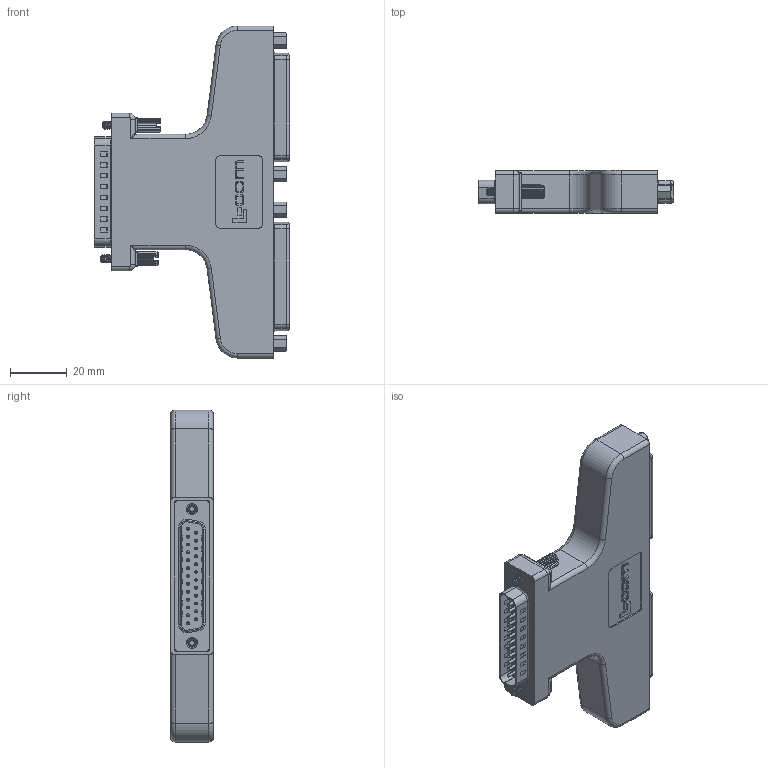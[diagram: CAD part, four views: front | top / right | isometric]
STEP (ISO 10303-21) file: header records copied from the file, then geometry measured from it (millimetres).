
FILE_DESCRIPTION (( 'STEP AP214' ), '1' );
FILE_NAME ('ADPT-DB25Y.STEP', '2011-06-28T14:23:27', ( 'x' ), ( 'Microsoft' ), 'SwSTEP 2.0', 'SolidWorks 2010', '' );
FILE_SCHEMA (( 'AUTOMOTIVE_DESIGN' ));
Length unit declared in the file: inch
Products named in the file (8): 1AJ09-037; 1AC08-013; 1AJ06-038_SP26456; SDG250-MA1; ADPT-DB25Y; 1AC02-013; MTN-587; MTN-588
Assembly tree (13 placements, depth 2):
  ADPT-DB25Y
    1AJ06-038_SP26456  x2
    1AJ09-037  x2
    MTN-587
    MTN-588
    1AC02-013
    1AC08-013  x2
    SDG250-MA1  x4
Bounding box: 68.69 x 14.99 x 116.84 mm (x, y, z)
Volume: 90017.7 mm3; surface area: 47255.8 mm2
Topology: 98 solids, 98 shells, 2944 faces, 7176 edges, 4520 vertices
Faces by surface type: cylinder 1154, plane 1098, cone 352, torus 200, sphere 84, bspline 56
Entity records: 65951 total; most frequent: CARTESIAN_POINT 14503, DIRECTION 9954, ORIENTED_EDGE 9346, EDGE_CURVE 4673, AXIS2_PLACEMENT_3D 3810, VERTEX_POINT 2974, LINE 2334, VECTOR 2334
